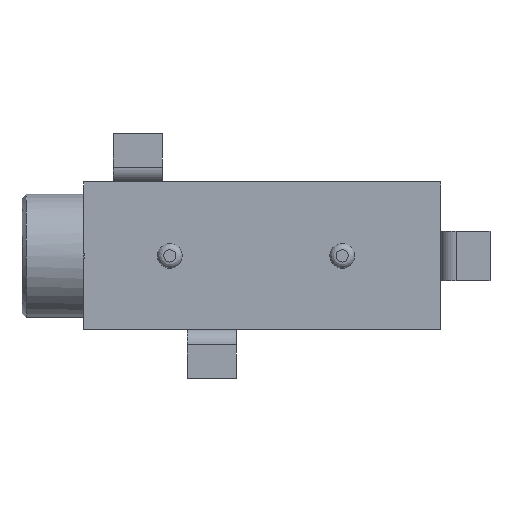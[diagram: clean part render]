
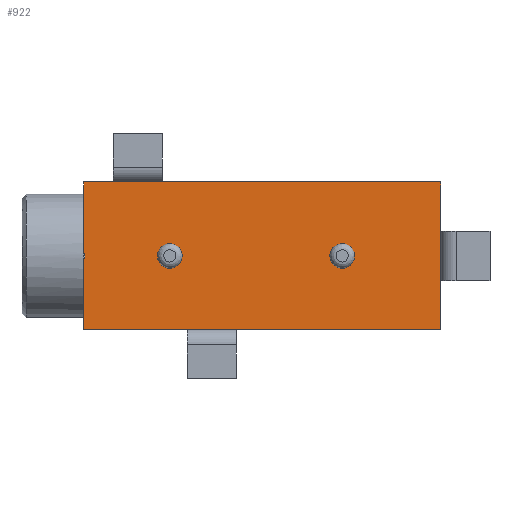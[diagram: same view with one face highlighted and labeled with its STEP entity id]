
A CAD part, front view. The second image highlights one B-rep face of the part: STEP entity #922.
In plain terms, the highlighted planar face has unit normal (0, -1, 0).
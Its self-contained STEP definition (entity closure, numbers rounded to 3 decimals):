
#35=FACE_BOUND('',#130,.T.);
#36=FACE_BOUND('',#131,.T.);
#38=CIRCLE('',#997,0.5);
#39=CIRCLE('',#998,0.5);
#72=FACE_OUTER_BOUND('',#129,.T.);
#129=EDGE_LOOP('',(#611,#612,#613,#614,#615,#616,#617,#618));
#130=EDGE_LOOP('',(#619));
#131=EDGE_LOOP('',(#620));
#189=LINE('',#1369,#289);
#190=LINE('',#1371,#290);
#191=LINE('',#1373,#291);
#192=LINE('',#1375,#292);
#193=LINE('',#1377,#293);
#194=LINE('',#1379,#294);
#195=LINE('',#1381,#295);
#196=LINE('',#1382,#296);
#289=VECTOR('',#1089,1000.);
#290=VECTOR('',#1090,1000.);
#291=VECTOR('',#1091,1000.);
#292=VECTOR('',#1092,1000.);
#293=VECTOR('',#1093,1000.);
#294=VECTOR('',#1094,1000.);
#295=VECTOR('',#1095,1000.);
#296=VECTOR('',#1096,1000.);
#389=VERTEX_POINT('',#1367);
#390=VERTEX_POINT('',#1368);
#391=VERTEX_POINT('',#1370);
#392=VERTEX_POINT('',#1372);
#393=VERTEX_POINT('',#1374);
#394=VERTEX_POINT('',#1376);
#395=VERTEX_POINT('',#1378);
#396=VERTEX_POINT('',#1380);
#397=VERTEX_POINT('',#1383);
#398=VERTEX_POINT('',#1385);
#477=EDGE_CURVE('',#389,#390,#189,.T.);
#478=EDGE_CURVE('',#391,#390,#190,.T.);
#479=EDGE_CURVE('',#392,#391,#191,.T.);
#480=EDGE_CURVE('',#392,#393,#192,.T.);
#481=EDGE_CURVE('',#394,#393,#193,.T.);
#482=EDGE_CURVE('',#395,#394,#194,.T.);
#483=EDGE_CURVE('',#395,#396,#195,.T.);
#484=EDGE_CURVE('',#396,#389,#196,.T.);
#485=EDGE_CURVE('',#397,#397,#38,.T.);
#486=EDGE_CURVE('',#398,#398,#39,.T.);
#611=ORIENTED_EDGE('',*,*,#477,.T.);
#612=ORIENTED_EDGE('',*,*,#478,.F.);
#613=ORIENTED_EDGE('',*,*,#479,.F.);
#614=ORIENTED_EDGE('',*,*,#480,.T.);
#615=ORIENTED_EDGE('',*,*,#481,.F.);
#616=ORIENTED_EDGE('',*,*,#482,.F.);
#617=ORIENTED_EDGE('',*,*,#483,.T.);
#618=ORIENTED_EDGE('',*,*,#484,.T.);
#619=ORIENTED_EDGE('',*,*,#485,.F.);
#620=ORIENTED_EDGE('',*,*,#486,.F.);
#879=PLANE('',#996);
#922=ADVANCED_FACE('',(#72,#35,#36),#879,.F.);
#996=AXIS2_PLACEMENT_3D('',#1366,#1087,#1088);
#997=AXIS2_PLACEMENT_3D('',#1384,#1097,#1098);
#998=AXIS2_PLACEMENT_3D('',#1386,#1099,#1100);
#1087=DIRECTION('center_axis',(0.,1.,0.));
#1088=DIRECTION('ref_axis',(1.,0.,0.));
#1089=DIRECTION('',(1.,0.,0.));
#1090=DIRECTION('',(0.,0.,-1.));
#1091=DIRECTION('',(1.,0.,0.));
#1092=DIRECTION('',(0.,0.,-1.));
#1093=DIRECTION('',(-1.,0.,0.));
#1094=DIRECTION('',(0.,0.,1.));
#1095=DIRECTION('',(-1.,0.,0.));
#1096=DIRECTION('',(0.,0.,-1.));
#1097=DIRECTION('center_axis',(0.,-1.,0.));
#1098=DIRECTION('ref_axis',(0.,0.,1.));
#1099=DIRECTION('center_axis',(0.,-1.,0.));
#1100=DIRECTION('ref_axis',(0.,0.,1.));
#1366=CARTESIAN_POINT('Origin',(0.,0.,3.));
#1367=CARTESIAN_POINT('',(0.,0.,-3.));
#1368=CARTESIAN_POINT('',(14.5,0.,-3.));
#1369=CARTESIAN_POINT('',(0.,0.,-3.));
#1370=CARTESIAN_POINT('',(14.5,0.,3.));
#1371=CARTESIAN_POINT('',(14.5,0.,3.));
#1372=CARTESIAN_POINT('',(0.,0.,3.));
#1373=CARTESIAN_POINT('',(0.,0.,3.));
#1374=CARTESIAN_POINT('',(0.,0.,0.1));
#1375=CARTESIAN_POINT('',(0.,0.,3.));
#1376=CARTESIAN_POINT('',(0.05,0.,0.1));
#1377=CARTESIAN_POINT('',(0.05,0.,0.1));
#1378=CARTESIAN_POINT('',(0.05,0.,-0.1));
#1379=CARTESIAN_POINT('',(0.05,0.,0.1));
#1380=CARTESIAN_POINT('',(0.,0.,-0.1));
#1381=CARTESIAN_POINT('',(0.05,0.,-0.1));
#1382=CARTESIAN_POINT('',(0.,0.,3.));
#1383=CARTESIAN_POINT('',(3.5,0.,-0.5));
#1384=CARTESIAN_POINT('Origin',(3.5,0.,0.));
#1385=CARTESIAN_POINT('',(10.5,0.,-0.5));
#1386=CARTESIAN_POINT('Origin',(10.5,0.,0.));
